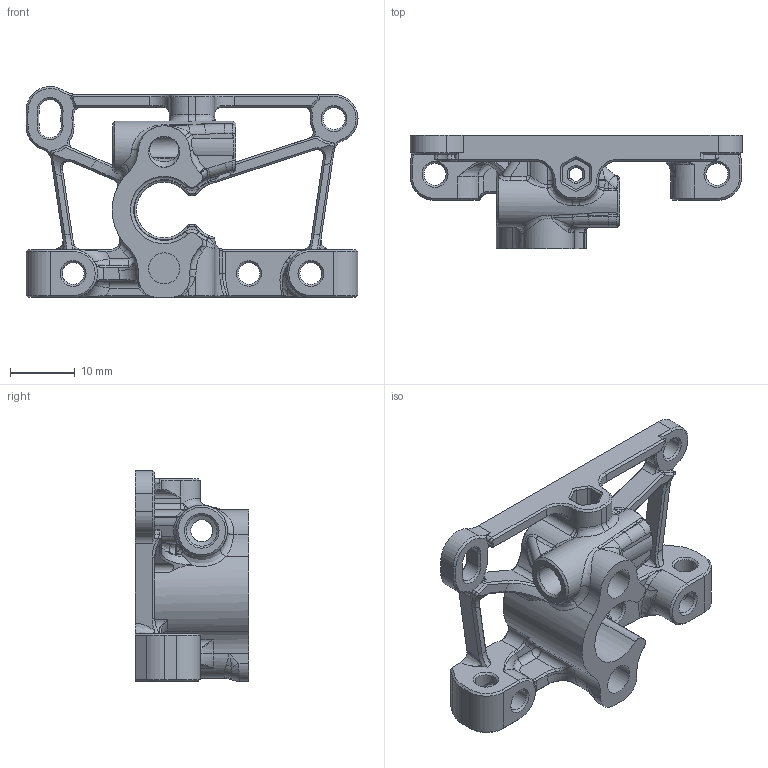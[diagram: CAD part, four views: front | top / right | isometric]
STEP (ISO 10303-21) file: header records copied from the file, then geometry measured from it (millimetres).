
FILE_DESCRIPTION(/* description */ ('STEP AP242','CAx-IF Rec.Pracs.---Representation and Presentation of Product Manufacturing Information (PMI)---4.0---2014-10-13','CAx-IF Rec.Pracs.---3D Tessellated Geometry---0.4---2014-09-14','2;1'),/* implementation_level */ '2;1');
FILE_NAME(/* name */ '671e8af168d82b1c9952446e',/* time_stamp */ '2024-10-27T18:48:18Z',/* author */ (''),/* organization */ (''),/* preprocessor_version */ 'ST-DEVELOPER v20',/* originating_system */ ' ',/* authorisation */ ' ');
FILE_SCHEMA (('AP242_MANAGED_MODEL_BASED_3D_ENGINEERING_MIM_LF { 1 0 10303 442 1 1 4 }'));
Length unit declared in the file: metre
Products named in the file (1): housing_core^housing_pullthroughpa_mini
Bounding box: 51.24 x 17.5 x 32.56 mm (x, y, z)
Volume: 6085.4 mm3; surface area: 6106.5 mm2
Topology: 1 solids, 3 shells, 756 faces, 1880 edges, 1079 vertices
Faces by surface type: bspline 208, cylinder 206, plane 172, cone 122, torus 41, sphere 7
Full cylindrical faces by diameter (mm): 3 x1, 3.3 x1, 3.4 x8, 4.75 x1, 4.8 x3
Entity records: 33326 total; most frequent: CARTESIAN_POINT 17114, ORIENTED_EDGE 3576, DIRECTION 3052, EDGE_CURVE 1788, AXIS2_PLACEMENT_3D 1186, VERTEX_POINT 1069, EDGE_LOOP 821, FACE_BOUND 821
